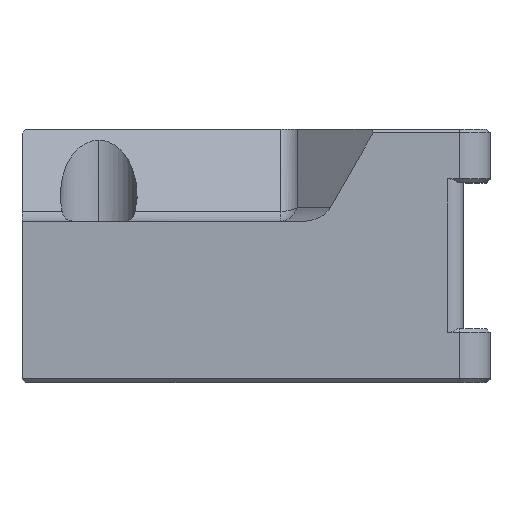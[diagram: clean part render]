
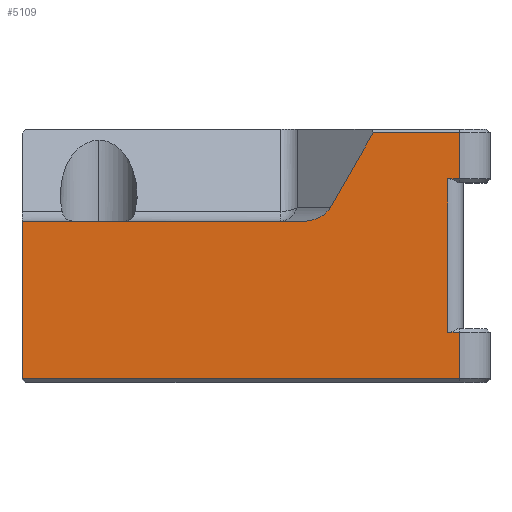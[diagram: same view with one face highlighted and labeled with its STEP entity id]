
A CAD part, top view. The second image highlights one B-rep face of the part: STEP entity #5109.
In plain terms, the highlighted planar face has unit normal (0, 0, 1).
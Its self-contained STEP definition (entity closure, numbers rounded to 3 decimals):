
#198 = VECTOR ( 'NONE', #2436, 1000. ) ;
#228 = CARTESIAN_POINT ( 'NONE',  ( 26.5, 0.5, 26. ) ) ;
#260 = CARTESIAN_POINT ( 'NONE',  ( 25., 26.5, 26. ) ) ;
#269 = DIRECTION ( 'NONE',  ( -1., 0., 0. ) ) ;
#358 = CARTESIAN_POINT ( 'NONE',  ( 26.5, 6.5, 26. ) ) ;
#405 = VECTOR ( 'NONE', #7050, 1000. ) ;
#452 = LINE ( 'NONE', #5719, #7687 ) ;
#558 = ORIENTED_EDGE ( 'NONE', *, *, #7328, .T. ) ;
#583 = DIRECTION ( 'NONE',  ( 1., 0., 0. ) ) ;
#1345 =( BOUNDED_CURVE ( )  B_SPLINE_CURVE ( 3, ( #4369, #5912, #5267, #3879 ),
 .UNSPECIFIED., .F., .F. ) 
 B_SPLINE_CURVE_WITH_KNOTS ( ( 4, 4 ),
 ( 0.418, 1.571 ),
 .UNSPECIFIED. ) 
 CURVE ( )  GEOMETRIC_REPRESENTATION_ITEM ( )  RATIONAL_B_SPLINE_CURVE ( ( 1., 0.892, 0.892, 1. ) ) 
 REPRESENTATION_ITEM ( '' )  );
#1423 = VERTEX_POINT ( 'NONE', #6845 ) ;
#1427 = CARTESIAN_POINT ( 'NONE',  ( 26.5, 26.5, 26. ) ) ;
#1497 = VERTEX_POINT ( 'NONE', #2339 ) ;
#1576 = CARTESIAN_POINT ( 'NONE',  ( -30.5, 0.5, 26. ) ) ;
#1595 = ORIENTED_EDGE ( 'NONE', *, *, #6284, .T. ) ;
#1817 = ORIENTED_EDGE ( 'NONE', *, *, #4115, .T. ) ;
#1836 = LINE ( 'NONE', #6346, #8012 ) ;
#1855 = EDGE_CURVE ( 'NONE', #1423, #3132, #6475, .T. ) ;
#1954 = CARTESIAN_POINT ( 'NONE',  ( 26.5, 33., 26. ) ) ;
#2010 = ORIENTED_EDGE ( 'NONE', *, *, #5018, .T. ) ;
#2322 = LINE ( 'NONE', #5730, #405 ) ;
#2339 = CARTESIAN_POINT ( 'NONE',  ( 15.272, 32.5, 26. ) ) ;
#2436 = DIRECTION ( 'NONE',  ( 1., 0., 0. ) ) ;
#2482 = EDGE_CURVE ( 'NONE', #6343, #1423, #7307, .T. ) ;
#2503 = FACE_OUTER_BOUND ( 'NONE', #7626, .T. ) ;
#2605 = VERTEX_POINT ( 'NONE', #8606 ) ;
#2620 = ORIENTED_EDGE ( 'NONE', *, *, #4874, .T. ) ;
#2688 = CARTESIAN_POINT ( 'NONE',  ( -30.5, 32.5, 26. ) ) ;
#2740 = VERTEX_POINT ( 'NONE', #5131 ) ;
#2770 = ORIENTED_EDGE ( 'NONE', *, *, #2482, .T. ) ;
#2791 = CARTESIAN_POINT ( 'NONE',  ( -30.5, 33., 26. ) ) ;
#3043 = CARTESIAN_POINT ( 'NONE',  ( 9.698, 22.783, 26. ) ) ;
#3132 = VERTEX_POINT ( 'NONE', #358 ) ;
#3163 = VECTOR ( 'NONE', #8127, 1000. ) ;
#3418 = EDGE_CURVE ( 'NONE', #7228, #1497, #6850, .T. ) ;
#3558 = ORIENTED_EDGE ( 'NONE', *, *, #3418, .T. ) ;
#3616 = DIRECTION ( 'NONE',  ( 1., 0., 0. ) ) ;
#3663 = VECTOR ( 'NONE', #8163, 1000. ) ;
#3741 = EDGE_CURVE ( 'NONE', #5819, #4483, #5294, .T. ) ;
#3806 = EDGE_CURVE ( 'NONE', #2740, #2605, #3821, .T. ) ;
#3821 = LINE ( 'NONE', #4437, #198 ) ;
#3879 = CARTESIAN_POINT ( 'NONE',  ( 6.154, 21., 26. ) ) ;
#3973 = CARTESIAN_POINT ( 'NONE',  ( 26.5, 32.5, 26. ) ) ;
#4104 = CARTESIAN_POINT ( 'NONE',  ( -30.5, 33., 26. ) ) ;
#4115 = EDGE_CURVE ( 'NONE', #4383, #5819, #2322, .T. ) ;
#4159 = PLANE ( 'NONE',  #8503 ) ;
#4369 = CARTESIAN_POINT ( 'NONE',  ( 9.698, 22.783, 26. ) ) ;
#4383 = VERTEX_POINT ( 'NONE', #8135 ) ;
#4437 = CARTESIAN_POINT ( 'NONE',  ( -30.5, 21., 26. ) ) ;
#4483 = VERTEX_POINT ( 'NONE', #1427 ) ;
#4674 = CARTESIAN_POINT ( 'NONE',  ( -30.5, 26.5, 26. ) ) ;
#4750 = LINE ( 'NONE', #4104, #5619 ) ;
#4751 = VERTEX_POINT ( 'NONE', #3043 ) ;
#4817 = ORIENTED_EDGE ( 'NONE', *, *, #3806, .F. ) ;
#4874 = EDGE_CURVE ( 'NONE', #4751, #2605, #1345, .T. ) ;
#4951 = ORIENTED_EDGE ( 'NONE', *, *, #5370, .T. ) ;
#5018 = EDGE_CURVE ( 'NONE', #4483, #7228, #7708, .T. ) ;
#5109 = ADVANCED_FACE ( 'NONE', ( #2503 ), #4159, .F. ) ;
#5131 = CARTESIAN_POINT ( 'NONE',  ( -30.5, 21., 26. ) ) ;
#5196 = VECTOR ( 'NONE', #583, 1000. ) ;
#5267 = CARTESIAN_POINT ( 'NONE',  ( 7.733, 21., 26. ) ) ;
#5294 = LINE ( 'NONE', #4674, #5196 ) ;
#5370 = EDGE_CURVE ( 'NONE', #1497, #4751, #452, .T. ) ;
#5619 = VECTOR ( 'NONE', #6117, 1000. ) ;
#5719 = CARTESIAN_POINT ( 'NONE',  ( 4.157, 13.122, 26. ) ) ;
#5730 = CARTESIAN_POINT ( 'NONE',  ( 25., 33., 26. ) ) ;
#5819 = VERTEX_POINT ( 'NONE', #260 ) ;
#5912 = CARTESIAN_POINT ( 'NONE',  ( 9.058, 21.666, 26. ) ) ;
#6117 = DIRECTION ( 'NONE',  ( 0., -1., 0. ) ) ;
#6118 = VECTOR ( 'NONE', #3616, 1000. ) ;
#6191 = DIRECTION ( 'NONE',  ( 0., 0., -1. ) ) ;
#6284 = EDGE_CURVE ( 'NONE', #3132, #4383, #1836, .T. ) ;
#6343 = VERTEX_POINT ( 'NONE', #1576 ) ;
#6346 = CARTESIAN_POINT ( 'NONE',  ( -30.5, 6.5, 26. ) ) ;
#6475 = LINE ( 'NONE', #7523, #8434 ) ;
#6845 = CARTESIAN_POINT ( 'NONE',  ( 26.5, 0.5, 26. ) ) ;
#6850 = LINE ( 'NONE', #2688, #3163 ) ;
#7050 = DIRECTION ( 'NONE',  ( 0., 1., 0. ) ) ;
#7228 = VERTEX_POINT ( 'NONE', #3973 ) ;
#7307 = LINE ( 'NONE', #228, #6118 ) ;
#7328 = EDGE_CURVE ( 'NONE', #2740, #6343, #4750, .T. ) ;
#7422 = ORIENTED_EDGE ( 'NONE', *, *, #3741, .T. ) ;
#7523 = CARTESIAN_POINT ( 'NONE',  ( 26.5, 33., 26. ) ) ;
#7626 = EDGE_LOOP ( 'NONE', ( #2010, #3558, #4951, #2620, #4817, #558, #2770, #8726, #1595, #1817, #7422 ) ) ;
#7663 = DIRECTION ( 'NONE',  ( 0., 1., 0. ) ) ;
#7687 = VECTOR ( 'NONE', #8532, 1000. ) ;
#7708 = LINE ( 'NONE', #1954, #3663 ) ;
#8012 = VECTOR ( 'NONE', #269, 1000. ) ;
#8127 = DIRECTION ( 'NONE',  ( -1., 0., 0. ) ) ;
#8135 = CARTESIAN_POINT ( 'NONE',  ( 25., 6.5, 26. ) ) ;
#8163 = DIRECTION ( 'NONE',  ( 0., 1., 0. ) ) ;
#8192 = DIRECTION ( 'NONE',  ( -1., 0., 0. ) ) ;
#8434 = VECTOR ( 'NONE', #7663, 1000. ) ;
#8503 = AXIS2_PLACEMENT_3D ( 'NONE', #2791, #6191, #8192 ) ;
#8532 = DIRECTION ( 'NONE',  ( -0.498, -0.867, 0. ) ) ;
#8606 = CARTESIAN_POINT ( 'NONE',  ( 6.154, 21., 26. ) ) ;
#8726 = ORIENTED_EDGE ( 'NONE', *, *, #1855, .T. ) ;
